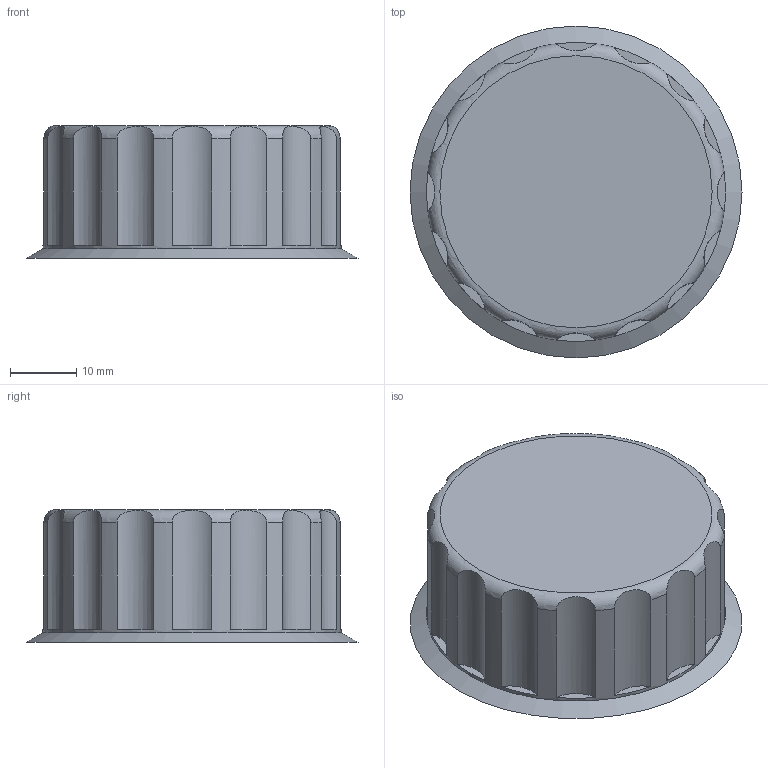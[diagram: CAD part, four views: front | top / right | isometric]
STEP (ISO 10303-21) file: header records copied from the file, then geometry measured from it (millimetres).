
FILE_DESCRIPTION(/* description */ (''),/* implementation_level */ '2;1');
FILE_NAME(/* name */ 'Part 008.stp',/* time_stamp */ '2015-02-19T14:32:39+02:00',/* author */ ('SFC'),/* organization */ (''),/* preprocessor_version */ 'ST-DEVELOPER v15.2',/* originating_system */ 'Autodesk Inventor 2014',/* authorisation */ '');
FILE_SCHEMA (('AUTOMOTIVE_DESIGN { 1 0 10303 214 3 1 1 }'));
Length unit declared in the file: millimetre
Products named in the file (1): Part 008
Bounding box: 50 x 50 x 20 mm (x, y, z)
Volume: 7886.3 mm3; surface area: 10154.4 mm2
Topology: 1 solids, 1 shells, 46 faces, 122 edges, 81 vertices
Faces by surface type: plane 24, cylinder 20, torus 1, cone 1
Full cylindrical faces by diameter (mm): 12 x1, 41 x1, 45 x1
Entity records: 1744 total; most frequent: CARTESIAN_POINT 581, DIRECTION 250, ORIENTED_EDGE 230, EDGE_CURVE 115, AXIS2_PLACEMENT_3D 104, VERTEX_POINT 79, CIRCLE 57, EDGE_LOOP 54
